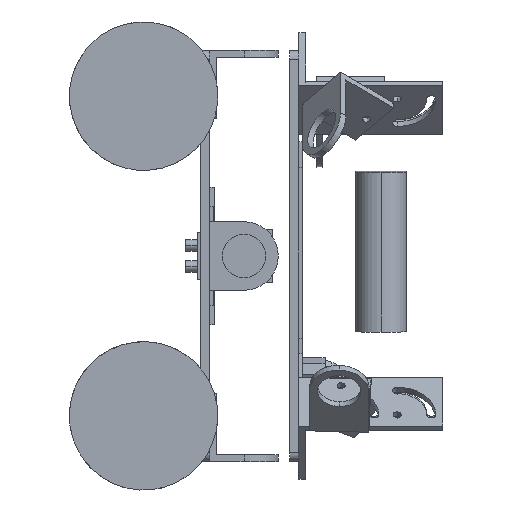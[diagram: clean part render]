
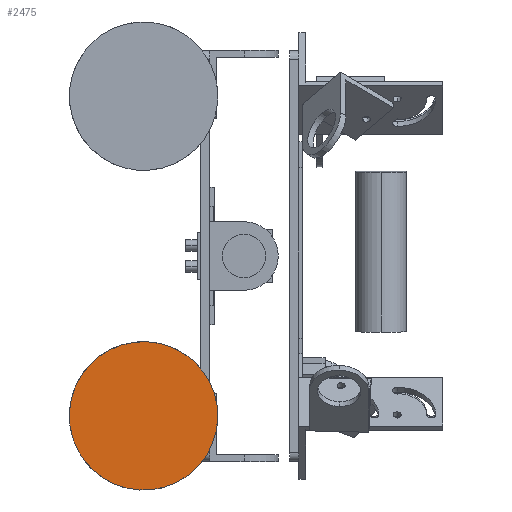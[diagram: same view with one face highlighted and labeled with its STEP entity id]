
A CAD part, left-side view. The second image highlights one B-rep face of the part: STEP entity #2475.
In plain terms, the highlighted face is planar.
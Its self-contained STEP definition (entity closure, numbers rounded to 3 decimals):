
#1344 = CIRCLE ( 'NONE', #14161, 32.5 ) ;
#1546 = CIRCLE ( 'NONE', #6702, 32.5 ) ;
#2212 = CARTESIAN_POINT ( 'NONE',  ( 0., 0., 32.5 ) ) ;
#2475 = ADVANCED_FACE ( 'NONE', ( #6105 ), #14467, .F. ) ;
#4341 = CARTESIAN_POINT ( 'NONE',  ( 0., 0., -32.5 ) ) ;
#4786 = CARTESIAN_POINT ( 'NONE',  ( 0., 0., 0. ) ) ;
#5201 = VERTEX_POINT ( 'NONE', #2212 ) ;
#5401 = CARTESIAN_POINT ( 'NONE',  ( 0., 0., 0. ) ) ;
#6105 = FACE_OUTER_BOUND ( 'NONE', #7468, .T. ) ;
#6637 = DIRECTION ( 'NONE',  ( 0., 1., 0. ) ) ;
#6702 = AXIS2_PLACEMENT_3D ( 'NONE', #4786, #8399, #13215 ) ;
#7468 = EDGE_LOOP ( 'NONE', ( #8369, #7980 ) ) ;
#7980 = ORIENTED_EDGE ( 'NONE', *, *, #14501, .F. ) ;
#8369 = ORIENTED_EDGE ( 'NONE', *, *, #13607, .F. ) ;
#8399 = DIRECTION ( 'NONE',  ( 0., 1., 0. ) ) ;
#11275 = DIRECTION ( 'NONE',  ( 0., 0., 1. ) ) ;
#11938 = AXIS2_PLACEMENT_3D ( 'NONE', #13757, #14621, #11275 ) ;
#13215 = DIRECTION ( 'NONE',  ( 0., 0., 1. ) ) ;
#13376 = DIRECTION ( 'NONE',  ( 0., 0., 1. ) ) ;
#13607 = EDGE_CURVE ( 'NONE', #14010, #5201, #1546, .T. ) ;
#13757 = CARTESIAN_POINT ( 'NONE',  ( 0., 0., 0. ) ) ;
#14010 = VERTEX_POINT ( 'NONE', #4341 ) ;
#14161 = AXIS2_PLACEMENT_3D ( 'NONE', #5401, #6637, #13376 ) ;
#14467 = PLANE ( 'NONE',  #11938 ) ;
#14501 = EDGE_CURVE ( 'NONE', #5201, #14010, #1344, .T. ) ;
#14621 = DIRECTION ( 'NONE',  ( 0., 1., 0. ) ) ;
